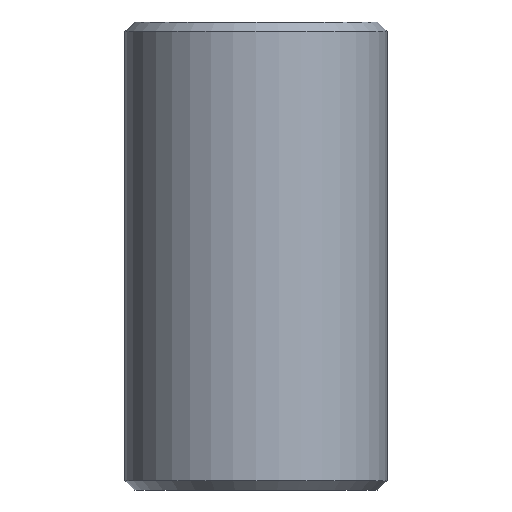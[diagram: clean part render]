
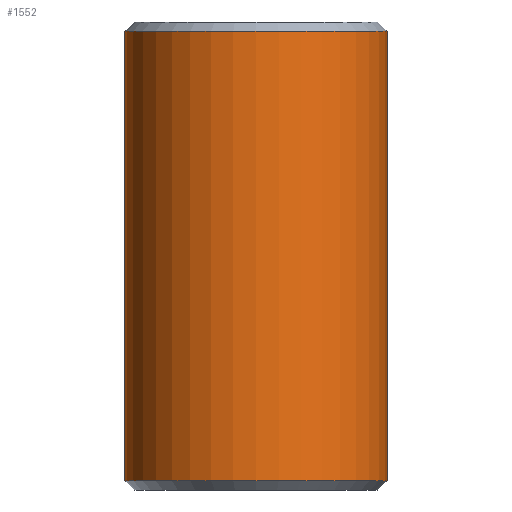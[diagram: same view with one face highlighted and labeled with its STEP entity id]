
A CAD part, front view. The second image highlights one B-rep face of the part: STEP entity #1552.
In plain terms, the highlighted cylindrical face has radius 7 mm (diameter 14 mm), a partial arc.
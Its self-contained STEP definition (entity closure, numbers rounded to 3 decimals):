
#210 = EDGE_CURVE ( 'NONE', #5014, #4038, #5332, .T. ) ;
#350 = VECTOR ( 'NONE', #5286, 1000. ) ;
#402 = CIRCLE ( 'NONE', #4172, 7. ) ;
#642 = FACE_OUTER_BOUND ( 'NONE', #1301, .T. ) ;
#655 = DIRECTION ( 'NONE',  ( 1., 0., 0. ) ) ;
#772 = AXIS2_PLACEMENT_3D ( 'NONE', #5212, #1479, #655 ) ;
#1004 = VECTOR ( 'NONE', #5330, 1000. ) ;
#1301 = EDGE_LOOP ( 'NONE', ( #1927, #2995, #1353, #4183 ) ) ;
#1353 = ORIENTED_EDGE ( 'NONE', *, *, #1670, .T. ) ;
#1411 = CARTESIAN_POINT ( 'NONE',  ( -7., 0., 24.5 ) ) ;
#1465 = CYLINDRICAL_SURFACE ( 'NONE', #3412, 7. ) ;
#1479 = DIRECTION ( 'NONE',  ( 0., 0., -1. ) ) ;
#1552 = ADVANCED_FACE ( 'NONE', ( #642 ), #1465, .T. ) ;
#1670 = EDGE_CURVE ( 'NONE', #4038, #2089, #2019, .T. ) ;
#1927 = ORIENTED_EDGE ( 'NONE', *, *, #4768, .F. ) ;
#1982 = CARTESIAN_POINT ( 'NONE',  ( 7., 0., 25. ) ) ;
#2019 = LINE ( 'NONE', #4411, #350 ) ;
#2089 = VERTEX_POINT ( 'NONE', #5338 ) ;
#2143 = CARTESIAN_POINT ( 'NONE',  ( 7., 0., 24.5 ) ) ;
#2293 = DIRECTION ( 'NONE',  ( 0., 0., 1. ) ) ;
#2316 = DIRECTION ( 'NONE',  ( -1., 0., 0. ) ) ;
#2771 = LINE ( 'NONE', #1982, #1004 ) ;
#2837 = DIRECTION ( 'NONE',  ( 0., 0., -1. ) ) ;
#2995 = ORIENTED_EDGE ( 'NONE', *, *, #210, .T. ) ;
#3412 = AXIS2_PLACEMENT_3D ( 'NONE', #4492, #2837, #2316 ) ;
#3823 = CARTESIAN_POINT ( 'NONE',  ( 7., 0., 0.5 ) ) ;
#3996 = CARTESIAN_POINT ( 'NONE',  ( 0., 0., 0.5 ) ) ;
#4038 = VERTEX_POINT ( 'NONE', #1411 ) ;
#4172 = AXIS2_PLACEMENT_3D ( 'NONE', #3996, #2293, #4332 ) ;
#4183 = ORIENTED_EDGE ( 'NONE', *, *, #5344, .T. ) ;
#4332 = DIRECTION ( 'NONE',  ( 1., 0., 0. ) ) ;
#4357 = VERTEX_POINT ( 'NONE', #3823 ) ;
#4411 = CARTESIAN_POINT ( 'NONE',  ( -7., 0., 25. ) ) ;
#4492 = CARTESIAN_POINT ( 'NONE',  ( 0., 0., 25. ) ) ;
#4768 = EDGE_CURVE ( 'NONE', #5014, #4357, #2771, .T. ) ;
#5014 = VERTEX_POINT ( 'NONE', #2143 ) ;
#5212 = CARTESIAN_POINT ( 'NONE',  ( 0., 0., 24.5 ) ) ;
#5286 = DIRECTION ( 'NONE',  ( 0., 0., -1. ) ) ;
#5330 = DIRECTION ( 'NONE',  ( 0., 0., -1. ) ) ;
#5332 = CIRCLE ( 'NONE', #772, 7. ) ;
#5338 = CARTESIAN_POINT ( 'NONE',  ( -7., 0., 0.5 ) ) ;
#5344 = EDGE_CURVE ( 'NONE', #2089, #4357, #402, .T. ) ;
